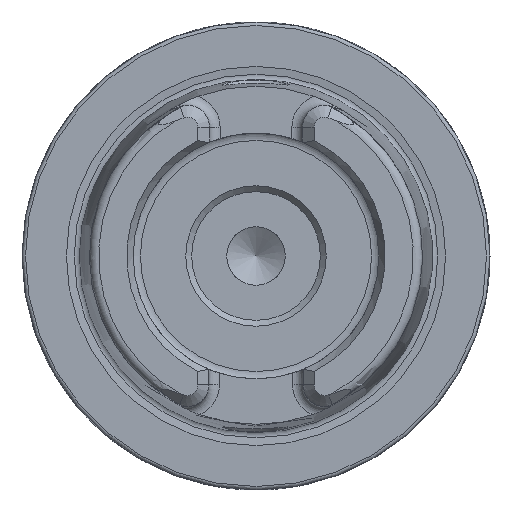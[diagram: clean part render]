
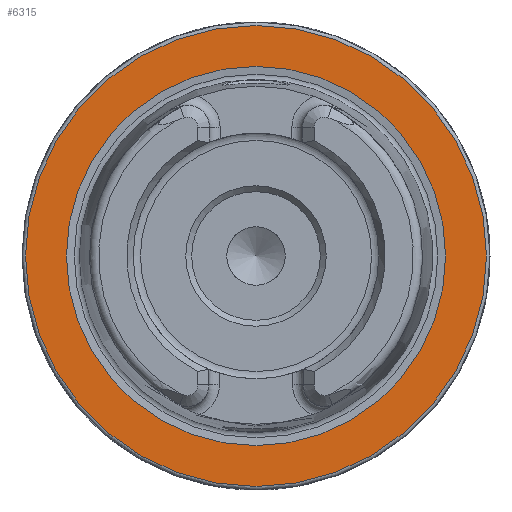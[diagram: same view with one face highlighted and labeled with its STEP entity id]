
A CAD part, left-side view. The second image highlights one B-rep face of the part: STEP entity #6315.
In plain terms, the highlighted planar face has unit normal (-1, 0, 0).
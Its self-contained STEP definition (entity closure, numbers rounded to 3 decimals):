
#63 = AXIS2_PLACEMENT_3D ( 'NONE', #1880, #7885, #1945 ) ;
#259 = AXIS2_PLACEMENT_3D ( 'NONE', #2061, #3842, #9748 ) ;
#488 = ORIENTED_EDGE ( 'NONE', *, *, #5410, .F. ) ;
#648 = VERTEX_POINT ( 'NONE', #4772 ) ;
#811 = DIRECTION ( 'NONE',  ( 1., 0., 0. ) ) ;
#1537 = ORIENTED_EDGE ( 'NONE', *, *, #5329, .T. ) ;
#1599 = PLANE ( 'NONE',  #8695 ) ;
#1880 = CARTESIAN_POINT ( 'NONE',  ( 0., 0., 0. ) ) ;
#1945 = DIRECTION ( 'NONE',  ( 0., 0., 1. ) ) ;
#2061 = CARTESIAN_POINT ( 'NONE',  ( 0., 0., 0. ) ) ;
#2919 = VERTEX_POINT ( 'NONE', #8170 ) ;
#3842 = DIRECTION ( 'NONE',  ( -1., 0., 0. ) ) ;
#4772 = CARTESIAN_POINT ( 'NONE',  ( 0., 0., 16.207 ) ) ;
#5022 = EDGE_LOOP ( 'NONE', ( #1537 ) ) ;
#5329 = EDGE_CURVE ( 'NONE', #2919, #2919, #5891, .T. ) ;
#5410 = EDGE_CURVE ( 'NONE', #648, #648, #10253, .T. ) ;
#5889 = CARTESIAN_POINT ( 'NONE',  ( 0., 19.7, 0. ) ) ;
#5891 = CIRCLE ( 'NONE', #63, 19.7 ) ;
#6148 = FACE_BOUND ( 'NONE', #8171, .T. ) ;
#6315 = ADVANCED_FACE ( 'NONE', ( #6148, #8499 ), #1599, .F. ) ;
#6725 = DIRECTION ( 'NONE',  ( 0., 0., -1. ) ) ;
#7885 = DIRECTION ( 'NONE',  ( -1., 0., 0. ) ) ;
#8170 = CARTESIAN_POINT ( 'NONE',  ( 0., 0., 19.7 ) ) ;
#8171 = EDGE_LOOP ( 'NONE', ( #488 ) ) ;
#8499 = FACE_OUTER_BOUND ( 'NONE', #5022, .T. ) ;
#8695 = AXIS2_PLACEMENT_3D ( 'NONE', #5889, #811, #6725 ) ;
#9748 = DIRECTION ( 'NONE',  ( 0., 0., 1. ) ) ;
#10253 = CIRCLE ( 'NONE', #259, 16.207 ) ;
